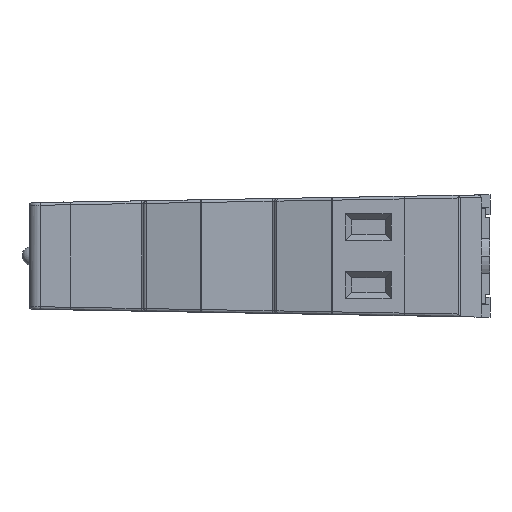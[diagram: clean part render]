
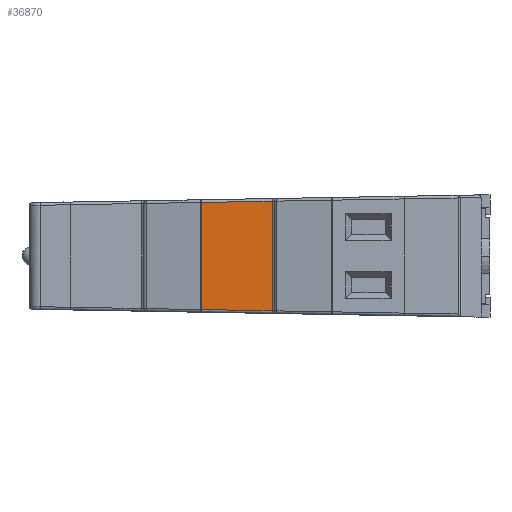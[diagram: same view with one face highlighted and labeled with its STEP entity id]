
A CAD part, left-side view. The second image highlights one B-rep face of the part: STEP entity #36870.
In plain terms, the highlighted planar face has unit normal (-1, 0, 0).
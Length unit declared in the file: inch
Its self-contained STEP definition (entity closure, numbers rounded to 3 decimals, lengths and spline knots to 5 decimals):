
#352 = EDGE_CURVE ( 'NONE', #40603, #16814, #13158, .T. ) ;
#852 = AXIS2_PLACEMENT_3D ( 'NONE', #50640, #26958, #3315 ) ;
#2281 = CARTESIAN_POINT ( 'NONE',  ( -1.32, 1.218, -0.30624 ) ) ;
#2680 = VECTOR ( 'NONE', #30778, 39.37008 ) ;
#3153 = PLANE ( 'NONE',  #852 ) ;
#3315 = DIRECTION ( 'NONE',  ( 0., 0., -1. ) ) ;
#4236 = FACE_OUTER_BOUND ( 'NONE', #17500, .T. ) ;
#8510 = VERTEX_POINT ( 'NONE', #9903 ) ;
#9903 = CARTESIAN_POINT ( 'NONE',  ( -1.32, 1.61369, -0.29933 ) ) ;
#11070 = CARTESIAN_POINT ( 'NONE',  ( -1.32, 1.218, 0.3215 ) ) ;
#11590 = VECTOR ( 'NONE', #49405, 39.37008 ) ;
#13158 = LINE ( 'NONE', #11070, #2680 ) ;
#13653 = ORIENTED_EDGE ( 'NONE', *, *, #48333, .T. ) ;
#14530 = ORIENTED_EDGE ( 'NONE', *, *, #16800, .T. ) ;
#15759 = DIRECTION ( 'NONE',  ( 0., -1., -0.017 ) ) ;
#16060 = ORIENTED_EDGE ( 'NONE', *, *, #45847, .T. ) ;
#16800 = EDGE_CURVE ( 'NONE', #8510, #40603, #48769, .T. ) ;
#16814 = VERTEX_POINT ( 'NONE', #43395 ) ;
#17500 = EDGE_LOOP ( 'NONE', ( #14530, #43106, #13653, #16060 ) ) ;
#18524 = VECTOR ( 'NONE', #15759, 39.37008 ) ;
#21550 = LINE ( 'NONE', #44534, #41324 ) ;
#26958 = DIRECTION ( 'NONE',  ( 1., 0., 0. ) ) ;
#27887 = CARTESIAN_POINT ( 'NONE',  ( -1.32, 1.61369, 0.29933 ) ) ;
#28863 = VERTEX_POINT ( 'NONE', #27887 ) ;
#30778 = DIRECTION ( 'NONE',  ( 0., 0., 1. ) ) ;
#32592 = LINE ( 'NONE', #45426, #11590 ) ;
#36870 = ADVANCED_FACE ( 'NONE', ( #4236 ), #3153, .F. ) ;
#39429 = CARTESIAN_POINT ( 'NONE',  ( -1.32, 2.08682, -0.29107 ) ) ;
#40603 = VERTEX_POINT ( 'NONE', #2281 ) ;
#41324 = VECTOR ( 'NONE', #48499, 39.37008 ) ;
#43106 = ORIENTED_EDGE ( 'NONE', *, *, #352, .T. ) ;
#43395 = CARTESIAN_POINT ( 'NONE',  ( -1.32, 1.218, 0.30624 ) ) ;
#44534 = CARTESIAN_POINT ( 'NONE',  ( -1.32, 1.61369, -0.31431 ) ) ;
#45426 = CARTESIAN_POINT ( 'NONE',  ( -1.32, 2.13175, 0.29029 ) ) ;
#45847 = EDGE_CURVE ( 'NONE', #28863, #8510, #21550, .T. ) ;
#48333 = EDGE_CURVE ( 'NONE', #16814, #28863, #32592, .T. ) ;
#48499 = DIRECTION ( 'NONE',  ( 0., 0., -1. ) ) ;
#48769 = LINE ( 'NONE', #39429, #18524 ) ;
#49405 = DIRECTION ( 'NONE',  ( 0., 1., -0.017 ) ) ;
#50640 = CARTESIAN_POINT ( 'NONE',  ( -1.32, 2.10421, -1.2875 ) ) ;
